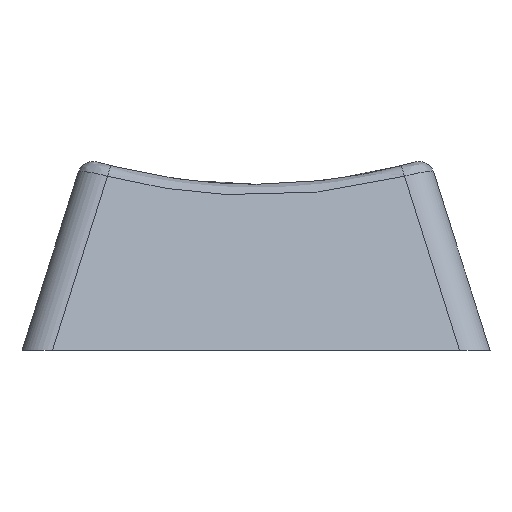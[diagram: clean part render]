
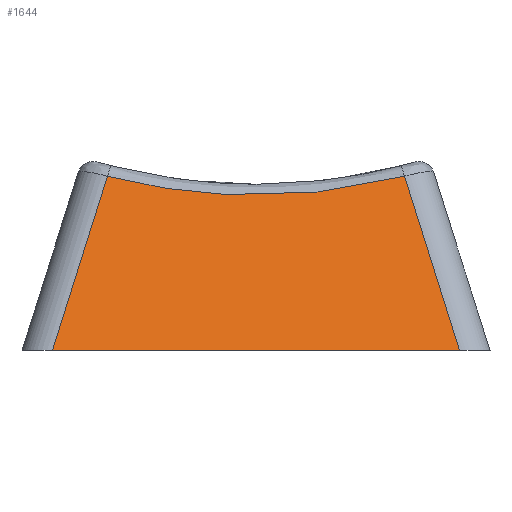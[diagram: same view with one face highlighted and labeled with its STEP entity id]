
A CAD part, left-side view. The second image highlights one B-rep face of the part: STEP entity #1644.
In plain terms, the highlighted planar face has unit normal (-0.95, 0, 0.312).
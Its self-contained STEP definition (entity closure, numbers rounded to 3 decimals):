
#1604=CARTESIAN_POINT('',(248.904,333.85,2.671));
#1605=DIRECTION('',(0.95,0.,-0.312));
#1606=DIRECTION('',(-0.312,0.,-0.95));
#1607=AXIS2_PLACEMENT_3D('',#1604,#1605,#1606);
#1608=PLANE('',#1607);
#1609=CARTESIAN_POINT('',(248.025,325.888,0.));
#1610=VERTEX_POINT('',#1609);
#1611=CARTESIAN_POINT('',(250.266,328.039,6.813));
#1612=VERTEX_POINT('',#1611);
#1613=CARTESIAN_POINT('',(248.025,325.888,-0.));
#1614=DIRECTION('',(0.299,0.287,0.91));
#1615=VECTOR('',#1614,7.488);
#1616=LINE('',#1613,#1615);
#1617=EDGE_CURVE('',#1610,#1612,#1616,.T.);
#1618=ORIENTED_EDGE('',*,*,#1617,.T.);
#1619=CARTESIAN_POINT('',(250.266,339.661,6.813));
#1620=VERTEX_POINT('',#1619);
#1621=CARTESIAN_POINT('',(257.625,333.85,29.184));
#1622=DIRECTION('',(0.95,0.,-0.312));
#1623=DIRECTION('',(0.312,0.,0.95));
#1624=AXIS2_PLACEMENT_3D('',#1621,#1622,#1623);
#1625=ELLIPSE('',#1624,24.332,23.114);
#1626=EDGE_CURVE('',#1612,#1620,#1625,.T.);
#1627=ORIENTED_EDGE('',*,*,#1626,.T.);
#1628=CARTESIAN_POINT('',(248.025,341.812,0.));
#1629=VERTEX_POINT('',#1628);
#1630=CARTESIAN_POINT('',(250.266,339.661,6.813));
#1631=DIRECTION('',(-0.299,0.287,-0.91));
#1632=VECTOR('',#1631,7.488);
#1633=LINE('',#1630,#1632);
#1634=EDGE_CURVE('',#1620,#1629,#1633,.T.);
#1635=ORIENTED_EDGE('',*,*,#1634,.T.);
#1636=CARTESIAN_POINT('',(248.025,341.812,0.));
#1637=DIRECTION('',(-0.,-1.,-0.));
#1638=VECTOR('',#1637,15.925);
#1639=LINE('',#1636,#1638);
#1640=EDGE_CURVE('',#1629,#1610,#1639,.T.);
#1641=ORIENTED_EDGE('',*,*,#1640,.T.);
#1642=EDGE_LOOP('',(#1618,#1627,#1635,#1641));
#1643=FACE_BOUND('',#1642,.T.);
#1644=ADVANCED_FACE('',(#1643),#1608,.F.);
